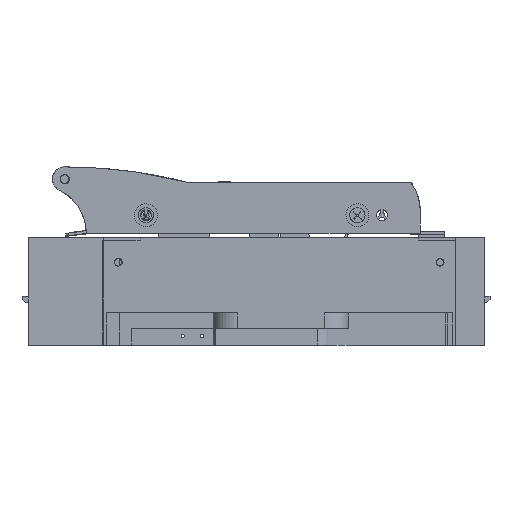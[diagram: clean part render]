
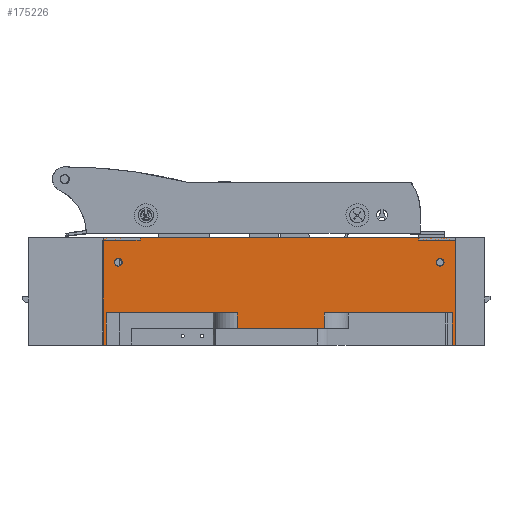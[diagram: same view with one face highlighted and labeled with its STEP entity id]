
A CAD part, front view. The second image highlights one B-rep face of the part: STEP entity #175226.
In plain terms, the highlighted planar face has unit normal (0, -1, 0).
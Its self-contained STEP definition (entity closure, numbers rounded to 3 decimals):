
#175003=DIRECTION('',(0.,0.,-1.));
#175004=VECTOR('',#175003,10.);
#175005=CARTESIAN_POINT('',(29.25,-33.75,21.));
#175006=LINE('',#175005,#175004);
#175010=DIRECTION('',(-1.,0.,0.));
#175011=VECTOR('',#175010,56.5);
#175012=CARTESIAN_POINT('',(29.25,-33.75,11.));
#175013=LINE('',#175012,#175011);
#175017=DIRECTION('',(0.,0.,1.));
#175018=VECTOR('',#175017,10.);
#175019=CARTESIAN_POINT('',(-27.25,-33.75,11.));
#175020=LINE('',#175019,#175018);
#175024=DIRECTION('',(-1.,0.,0.));
#175025=VECTOR('',#175024,85.75);
#175026=CARTESIAN_POINT('',(-27.25,-33.75,21.));
#175027=LINE('',#175026,#175025);
#175031=DIRECTION('',(0.,0.,-1.));
#175032=VECTOR('',#175031,21.);
#175033=CARTESIAN_POINT('',(-113.,-33.75,21.));
#175034=LINE('',#175033,#175032);
#175038=DIRECTION('',(-1.,0.,0.));
#175039=VECTOR('',#175038,2.);
#175040=CARTESIAN_POINT('',(-113.,-33.75,0.));
#175041=LINE('',#175040,#175039);
#175045=DIRECTION('',(0.,0.,1.));
#175046=VECTOR('',#175045,70.);
#175047=CARTESIAN_POINT('',(-115.,-33.75,0.));
#175048=LINE('',#175047,#175046);
#175052=DIRECTION('',(1.,0.,0.));
#175053=VECTOR('',#175052,230.);
#175054=CARTESIAN_POINT('',(-115.,-33.75,70.));
#175055=LINE('',#175054,#175053);
#175059=DIRECTION('',(0.,0.,-1.));
#175060=VECTOR('',#175059,70.);
#175061=CARTESIAN_POINT('',(115.,-33.75,70.));
#175062=LINE('',#175061,#175060);
#175066=DIRECTION('',(-1.,0.,0.));
#175067=VECTOR('',#175066,2.);
#175068=CARTESIAN_POINT('',(115.,-33.75,0.));
#175069=LINE('',#175068,#175067);
#175073=DIRECTION('',(0.,0.,1.));
#175074=VECTOR('',#175073,21.);
#175075=CARTESIAN_POINT('',(113.,-33.75,0.));
#175076=LINE('',#175075,#175074);
#175080=DIRECTION('',(-1.,0.,0.));
#175081=VECTOR('',#175080,83.75);
#175082=CARTESIAN_POINT('',(113.,-33.75,21.));
#175083=LINE('',#175082,#175081);
#175087=CARTESIAN_POINT('',(-105.,-33.75,51.5));
#175088=CARTESIAN_POINT('',(-104.726,-33.75,51.502));
#175089=CARTESIAN_POINT('',(-104.208,-33.75,51.584));
#175090=CARTESIAN_POINT('',(-103.486,-33.75,51.957));
#175091=CARTESIAN_POINT('',(-102.934,-33.75,52.521));
#175092=CARTESIAN_POINT('',(-102.58,-33.75,53.225));
#175093=CARTESIAN_POINT('',(-102.459,-33.75,54.01));
#175094=CARTESIAN_POINT('',(-102.586,-33.75,54.795));
#175095=CARTESIAN_POINT('',(-102.946,-33.75,55.494));
#175096=CARTESIAN_POINT('',(-103.497,-33.75,56.049));
#175097=CARTESIAN_POINT('',(-104.211,-33.75,56.416));
#175098=CARTESIAN_POINT('',(-104.726,-33.75,56.497));
#175099=CARTESIAN_POINT('',(-105.,-33.75,56.5));
#175104=CARTESIAN_POINT('',(-105.,-33.75,56.5));
#175105=CARTESIAN_POINT('',(-105.274,-33.75,56.498));
#175106=CARTESIAN_POINT('',(-105.792,-33.75,56.416));
#175107=CARTESIAN_POINT('',(-106.514,-33.75,56.043));
#175108=CARTESIAN_POINT('',(-107.066,-33.75,55.479));
#175109=CARTESIAN_POINT('',(-107.42,-33.75,54.775));
#175110=CARTESIAN_POINT('',(-107.541,-33.75,53.99));
#175111=CARTESIAN_POINT('',(-107.414,-33.75,53.205));
#175112=CARTESIAN_POINT('',(-107.054,-33.75,52.506));
#175113=CARTESIAN_POINT('',(-106.503,-33.75,51.951));
#175114=CARTESIAN_POINT('',(-105.789,-33.75,51.584));
#175115=CARTESIAN_POINT('',(-105.274,-33.75,51.503));
#175116=CARTESIAN_POINT('',(-105.,-33.75,51.5));
#175121=CARTESIAN_POINT('',(105.,-33.75,56.5));
#175122=CARTESIAN_POINT('',(104.726,-33.75,56.498));
#175123=CARTESIAN_POINT('',(104.208,-33.75,56.416));
#175124=CARTESIAN_POINT('',(103.486,-33.75,56.043));
#175125=CARTESIAN_POINT('',(102.934,-33.75,55.479));
#175126=CARTESIAN_POINT('',(102.58,-33.75,54.775));
#175127=CARTESIAN_POINT('',(102.459,-33.75,53.99));
#175128=CARTESIAN_POINT('',(102.586,-33.75,53.205));
#175129=CARTESIAN_POINT('',(102.946,-33.75,52.506));
#175130=CARTESIAN_POINT('',(103.497,-33.75,51.951));
#175131=CARTESIAN_POINT('',(104.211,-33.75,51.584));
#175132=CARTESIAN_POINT('',(104.726,-33.75,51.503));
#175133=CARTESIAN_POINT('',(105.,-33.75,51.5));
#175138=CARTESIAN_POINT('',(105.,-33.75,51.5));
#175139=CARTESIAN_POINT('',(105.274,-33.75,51.502));
#175140=CARTESIAN_POINT('',(105.792,-33.75,51.584));
#175141=CARTESIAN_POINT('',(106.514,-33.75,51.957));
#175142=CARTESIAN_POINT('',(107.066,-33.75,52.521));
#175143=CARTESIAN_POINT('',(107.42,-33.75,53.225));
#175144=CARTESIAN_POINT('',(107.541,-33.75,54.01));
#175145=CARTESIAN_POINT('',(107.414,-33.75,54.795));
#175146=CARTESIAN_POINT('',(107.054,-33.75,55.494));
#175147=CARTESIAN_POINT('',(106.503,-33.75,56.049));
#175148=CARTESIAN_POINT('',(105.789,-33.75,56.416));
#175149=CARTESIAN_POINT('',(105.274,-33.75,56.497));
#175150=CARTESIAN_POINT('',(105.,-33.75,56.5));
#175155=CARTESIAN_POINT('',(29.25,-33.75,11.));
#175156=CARTESIAN_POINT('',(29.25,-33.75,21.));
#175157=VERTEX_POINT('',#175155);
#175158=VERTEX_POINT('',#175156);
#175159=CARTESIAN_POINT('',(113.,-33.75,21.));
#175160=VERTEX_POINT('',#175159);
#175161=CARTESIAN_POINT('',(113.,-33.75,0.));
#175162=VERTEX_POINT('',#175161);
#175163=CARTESIAN_POINT('',(115.,-33.75,0.));
#175164=VERTEX_POINT('',#175163);
#175165=CARTESIAN_POINT('',(115.,-33.75,70.));
#175166=VERTEX_POINT('',#175165);
#175167=CARTESIAN_POINT('',(-115.,-33.75,70.));
#175168=VERTEX_POINT('',#175167);
#175169=CARTESIAN_POINT('',(-115.,-33.75,0.));
#175170=VERTEX_POINT('',#175169);
#175171=CARTESIAN_POINT('',(-113.,-33.75,0.));
#175172=VERTEX_POINT('',#175171);
#175173=CARTESIAN_POINT('',(-113.,-33.75,21.));
#175174=VERTEX_POINT('',#175173);
#175175=CARTESIAN_POINT('',(-27.25,-33.75,21.));
#175176=VERTEX_POINT('',#175175);
#175177=CARTESIAN_POINT('',(-27.25,-33.75,11.));
#175178=VERTEX_POINT('',#175177);
#175179=VERTEX_POINT('',#175099);
#175180=VERTEX_POINT('',#175087);
#175181=VERTEX_POINT('',#175133);
#175182=VERTEX_POINT('',#175121);
#175183=CARTESIAN_POINT('',(0.,-33.75,0.));
#175184=DIRECTION('',(0.,-1.,0.));
#175185=DIRECTION('',(0.,0.,1.));
#175186=AXIS2_PLACEMENT_3D('',#175183,#175184,#175185);
#175187=PLANE('',#175186);
#175189=ORIENTED_EDGE('',*,*,#175188,.T.);
#175191=ORIENTED_EDGE('',*,*,#175190,.T.);
#175193=ORIENTED_EDGE('',*,*,#175192,.T.);
#175195=ORIENTED_EDGE('',*,*,#175194,.T.);
#175197=ORIENTED_EDGE('',*,*,#175196,.T.);
#175199=ORIENTED_EDGE('',*,*,#175198,.T.);
#175201=ORIENTED_EDGE('',*,*,#175200,.T.);
#175203=ORIENTED_EDGE('',*,*,#175202,.T.);
#175205=ORIENTED_EDGE('',*,*,#175204,.T.);
#175207=ORIENTED_EDGE('',*,*,#175206,.T.);
#175209=ORIENTED_EDGE('',*,*,#175208,.T.);
#175211=ORIENTED_EDGE('',*,*,#175210,.T.);
#175212=EDGE_LOOP('',(#175189,#175191,#175193,#175195,#175197,#175199,#175201,
#175203,#175205,#175207,#175209,#175211));
#175213=FACE_OUTER_BOUND('',#175212,.F.);
#175215=ORIENTED_EDGE('',*,*,#175214,.T.);
#175217=ORIENTED_EDGE('',*,*,#175216,.T.);
#175218=EDGE_LOOP('',(#175215,#175217));
#175219=FACE_BOUND('',#175218,.F.);
#175221=ORIENTED_EDGE('',*,*,#175220,.T.);
#175223=ORIENTED_EDGE('',*,*,#175222,.T.);
#175224=EDGE_LOOP('',(#175221,#175223));
#175225=FACE_BOUND('',#175224,.F.);
#175100=B_SPLINE_CURVE_WITH_KNOTS('',3,(#175087,#175088,#175089,#175090,#175091,
#175092,#175093,#175094,#175095,#175096,#175097,#175098,#175099),.UNSPECIFIED.,
.F.,.F.,(4,1,1,1,1,1,1,1,1,1,4),(0.,0.1,0.2,0.3,0.4,0.5,0.6,0.7,
0.8,0.9,1.),.UNSPECIFIED.);
#175117=B_SPLINE_CURVE_WITH_KNOTS('',3,(#175104,#175105,#175106,#175107,#175108,
#175109,#175110,#175111,#175112,#175113,#175114,#175115,#175116),.UNSPECIFIED.,
.F.,.F.,(4,1,1,1,1,1,1,1,1,1,4),(0.,0.1,0.2,0.3,0.4,0.5,0.6,0.7,
0.8,0.9,1.),.UNSPECIFIED.);
#175134=B_SPLINE_CURVE_WITH_KNOTS('',3,(#175121,#175122,#175123,#175124,#175125,
#175126,#175127,#175128,#175129,#175130,#175131,#175132,#175133),.UNSPECIFIED.,
.F.,.F.,(4,1,1,1,1,1,1,1,1,1,4),(0.,0.1,0.2,0.3,0.4,0.5,0.6,0.7,
0.8,0.9,1.),.UNSPECIFIED.);
#175151=B_SPLINE_CURVE_WITH_KNOTS('',3,(#175138,#175139,#175140,#175141,#175142,
#175143,#175144,#175145,#175146,#175147,#175148,#175149,#175150),.UNSPECIFIED.,
.F.,.F.,(4,1,1,1,1,1,1,1,1,1,4),(0.,0.1,0.2,0.3,0.4,0.5,0.6,0.7,
0.8,0.9,1.),.UNSPECIFIED.);
#175188=EDGE_CURVE('',#175158,#175157,#175006,.T.);
#175190=EDGE_CURVE('',#175157,#175178,#175013,.T.);
#175192=EDGE_CURVE('',#175178,#175176,#175020,.T.);
#175194=EDGE_CURVE('',#175176,#175174,#175027,.T.);
#175196=EDGE_CURVE('',#175174,#175172,#175034,.T.);
#175198=EDGE_CURVE('',#175172,#175170,#175041,.T.);
#175200=EDGE_CURVE('',#175170,#175168,#175048,.T.);
#175202=EDGE_CURVE('',#175168,#175166,#175055,.T.);
#175204=EDGE_CURVE('',#175166,#175164,#175062,.T.);
#175206=EDGE_CURVE('',#175164,#175162,#175069,.T.);
#175208=EDGE_CURVE('',#175162,#175160,#175076,.T.);
#175210=EDGE_CURVE('',#175160,#175158,#175083,.T.);
#175214=EDGE_CURVE('',#175180,#175179,#175100,.T.);
#175216=EDGE_CURVE('',#175179,#175180,#175117,.T.);
#175220=EDGE_CURVE('',#175182,#175181,#175134,.T.);
#175222=EDGE_CURVE('',#175181,#175182,#175151,.T.);
#175226=ADVANCED_FACE('',(#175213,#175219,#175225),#175187,.T.);
